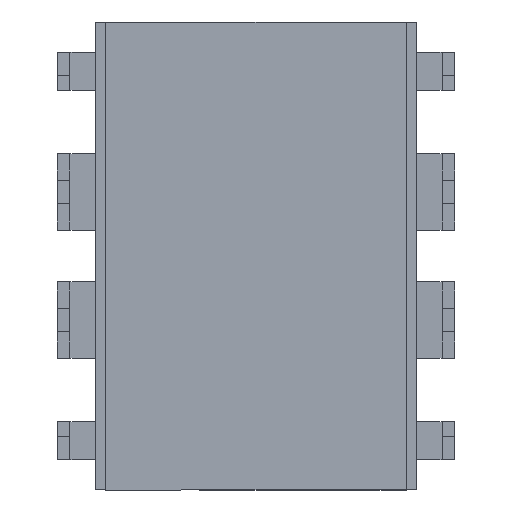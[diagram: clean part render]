
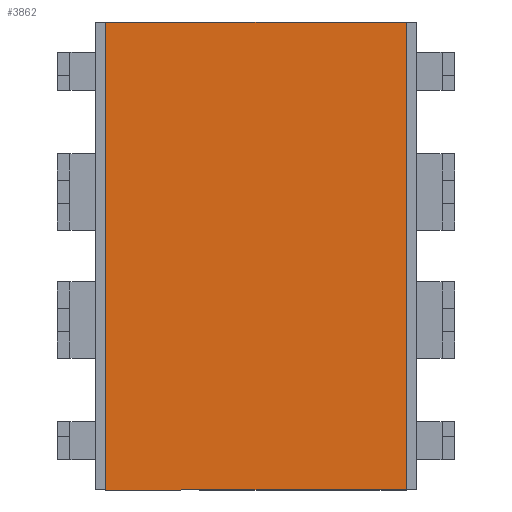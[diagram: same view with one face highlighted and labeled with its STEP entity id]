
A CAD part, front view. The second image highlights one B-rep face of the part: STEP entity #3862.
In plain terms, the highlighted planar face has unit normal (0, -1, 0).
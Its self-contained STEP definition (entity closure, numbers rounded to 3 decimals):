
#194 = ORIENTED_EDGE ( 'NONE', *, *, #231, .T. ) ;
#231 = EDGE_CURVE ( 'NONE', #3019, #783, #3952, .T. ) ;
#580 = CARTESIAN_POINT ( 'NONE',  ( 2.975, 0., -4.635 ) ) ;
#594 = DIRECTION ( 'NONE',  ( 1., 0., 0. ) ) ;
#689 = VECTOR ( 'NONE', #3615, 1000. ) ;
#710 = DIRECTION ( 'NONE',  ( 0., 0., -1. ) ) ;
#783 = VERTEX_POINT ( 'NONE', #3634 ) ;
#1019 = VERTEX_POINT ( 'NONE', #1655 ) ;
#1174 = LINE ( 'NONE', #2403, #3881 ) ;
#1525 = EDGE_LOOP ( 'NONE', ( #2262, #3661, #1812, #194 ) ) ;
#1583 = CARTESIAN_POINT ( 'NONE',  ( -2.975, 0., 4.635 ) ) ;
#1655 = CARTESIAN_POINT ( 'NONE',  ( -2.975, 0., -4.635 ) ) ;
#1683 = VECTOR ( 'NONE', #3265, 1000. ) ;
#1758 = AXIS2_PLACEMENT_3D ( 'NONE', #3141, #3772, #710 ) ;
#1784 = CARTESIAN_POINT ( 'NONE',  ( 2.975, 0., -4.635 ) ) ;
#1812 = ORIENTED_EDGE ( 'NONE', *, *, #3204, .F. ) ;
#1963 = LINE ( 'NONE', #3206, #2199 ) ;
#2086 = CARTESIAN_POINT ( 'NONE',  ( -2.975, 0., -4.635 ) ) ;
#2199 = VECTOR ( 'NONE', #3788, 1000. ) ;
#2262 = ORIENTED_EDGE ( 'NONE', *, *, #3499, .F. ) ;
#2403 = CARTESIAN_POINT ( 'NONE',  ( 3.175, 0., 4.635 ) ) ;
#2570 = FACE_OUTER_BOUND ( 'NONE', #1525, .T. ) ;
#2673 = LINE ( 'NONE', #2086, #1683 ) ;
#3019 = VERTEX_POINT ( 'NONE', #1784 ) ;
#3042 = VERTEX_POINT ( 'NONE', #1583 ) ;
#3141 = CARTESIAN_POINT ( 'NONE',  ( 0., 0., 0. ) ) ;
#3204 = EDGE_CURVE ( 'NONE', #3019, #1019, #1963, .T. ) ;
#3206 = CARTESIAN_POINT ( 'NONE',  ( 3.175, 0., -4.635 ) ) ;
#3265 = DIRECTION ( 'NONE',  ( 0., 0., 1. ) ) ;
#3334 = EDGE_CURVE ( 'NONE', #1019, #3042, #2673, .T. ) ;
#3488 = PLANE ( 'NONE',  #1758 ) ;
#3499 = EDGE_CURVE ( 'NONE', #3042, #783, #1174, .T. ) ;
#3615 = DIRECTION ( 'NONE',  ( 0., 0., 1. ) ) ;
#3634 = CARTESIAN_POINT ( 'NONE',  ( 2.975, 0., 4.635 ) ) ;
#3661 = ORIENTED_EDGE ( 'NONE', *, *, #3334, .F. ) ;
#3772 = DIRECTION ( 'NONE',  ( 0., -1., 0. ) ) ;
#3788 = DIRECTION ( 'NONE',  ( -1., 0., 0. ) ) ;
#3862 = ADVANCED_FACE ( 'NONE', ( #2570 ), #3488, .T. ) ;
#3881 = VECTOR ( 'NONE', #594, 1000. ) ;
#3952 = LINE ( 'NONE', #580, #689 ) ;
